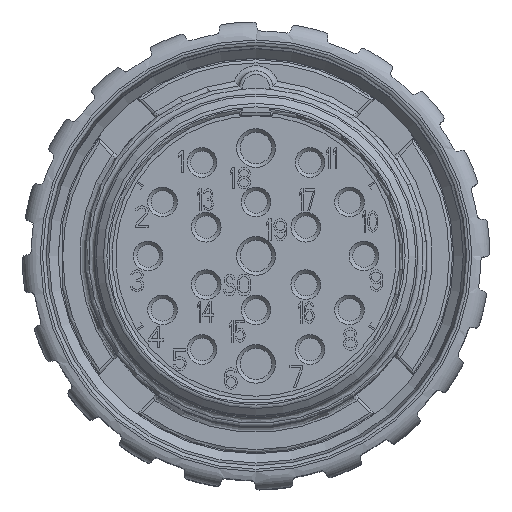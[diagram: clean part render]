
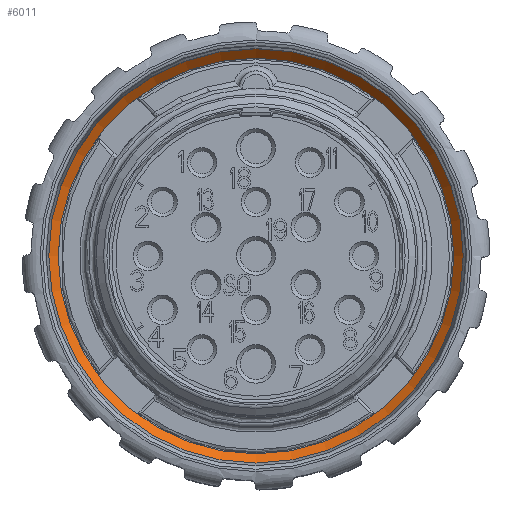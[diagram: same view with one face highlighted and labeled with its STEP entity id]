
A CAD part, top view. The second image highlights one B-rep face of the part: STEP entity #6011.
In plain terms, the highlighted conical face has half-angle 45 degrees and reference radius 11.262 mm.
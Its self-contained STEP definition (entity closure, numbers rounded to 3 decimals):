
#3396=CONICAL_SURFACE('',#32112,11.263,45.);
#3549=FACE_BOUND('',#9302,.T.);
#3550=FACE_BOUND('',#9303,.T.);
#6011=ADVANCED_FACE('',(#3549,#3550),#3396,.F.);
#9302=EDGE_LOOP('',(#16089));
#9303=EDGE_LOOP('',(#16090));
#10220=CIRCLE('',#32109,11.);
#10221=CIRCLE('',#32111,11.525);
#16089=ORIENTED_EDGE('',*,*,#24025,.F.);
#16090=ORIENTED_EDGE('',*,*,#24024,.F.);
#20434=VERTEX_POINT('',#45876);
#20435=VERTEX_POINT('',#45879);
#24024=EDGE_CURVE('',#20434,#20434,#10220,.T.);
#24025=EDGE_CURVE('',#20435,#20435,#10221,.T.);
#32109=AXIS2_PLACEMENT_3D('',#45875,#37875,#37876);
#32111=AXIS2_PLACEMENT_3D('',#45878,#37879,#37880);
#32112=AXIS2_PLACEMENT_3D('',#45880,#37881,#37882);
#37875=DIRECTION('',(0.,0.,1.));
#37876=DIRECTION('',(1.,0.,0.));
#37879=DIRECTION('',(0.,0.,-1.));
#37880=DIRECTION('',(1.,0.,0.));
#37881=DIRECTION('',(0.,0.,1.));
#37882=DIRECTION('',(1.,0.,0.));
#45875=CARTESIAN_POINT('',(0.,0.,8.675));
#45876=CARTESIAN_POINT('',(11.,0.,8.675));
#45878=CARTESIAN_POINT('',(0.,0.,9.2));
#45879=CARTESIAN_POINT('',(11.525,0.,9.2));
#45880=CARTESIAN_POINT('',(0.,0.,8.938));
